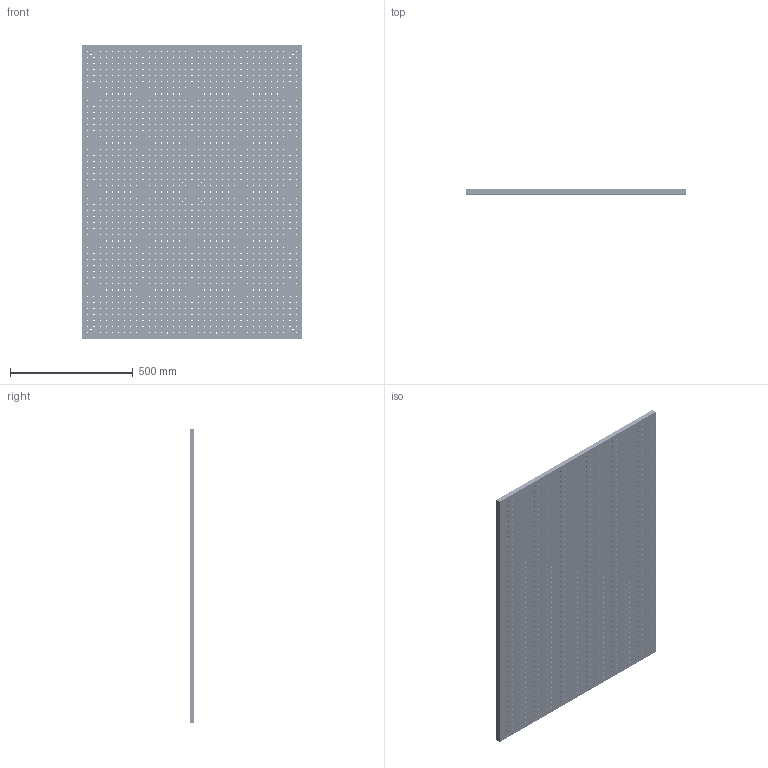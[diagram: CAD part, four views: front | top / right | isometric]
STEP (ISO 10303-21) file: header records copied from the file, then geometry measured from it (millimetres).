
FILE_DESCRIPTION (( 'STEP AP203' ), '1' );
FILE_NAME ('516012.STEP', '2025-04-30T09:36:40', ( 'Windows User' ), ( 'P R C' ), 'SwSTEP 2.0', 'SolidWorks 2020', '' );
FILE_SCHEMA (( 'CONFIG_CONTROL_DESIGN' ));
Length unit declared in the file: millimetre
Products named in the file (1): 516012
Bounding box: 900 x 19 x 1200 mm (x, y, z)
Volume: 19898725.7 mm3; surface area: 2669349.8 mm2
Topology: 1 solids, 1 shells, 1675 faces, 4997 edges, 3332 vertices
Faces by surface type: cylinder 1661, plane 14
Full cylindrical faces by diameter (mm): 5 x1645, 5.8 x8, 11 x8
Entity records: 56755 total; most frequent: DIRECTION 10008, CARTESIAN_POINT 8340, ORIENTED_EDGE 6668, EDGE_LOOP 6650, AXIS2_PLACEMENT_3D 4998, FACE_OUTER_BOUND 3336, EDGE_CURVE 3334, VERTEX_POINT 3330
